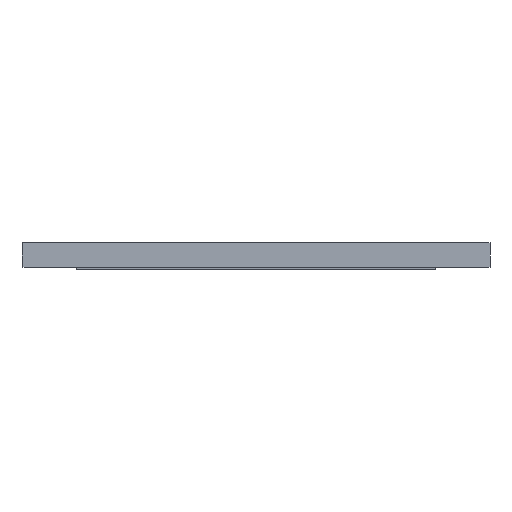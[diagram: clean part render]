
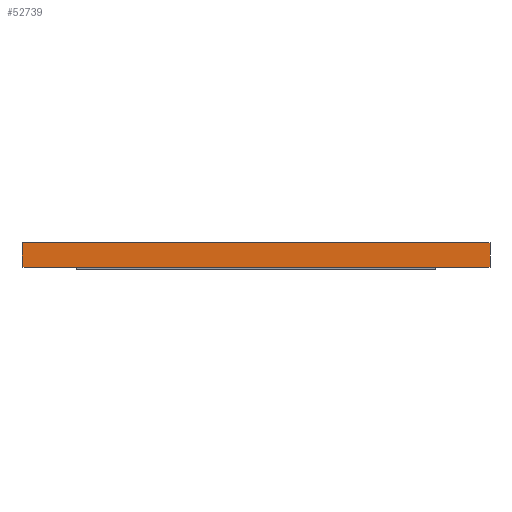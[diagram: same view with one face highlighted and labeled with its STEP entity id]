
A CAD part, left-side view. The second image highlights one B-rep face of the part: STEP entity #52739.
In plain terms, the highlighted planar face has unit normal (-1, 0, 0).
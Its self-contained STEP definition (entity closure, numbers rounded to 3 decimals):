
#735=FACE_OUTER_BOUND('',#3244,.T.);
#3244=EDGE_LOOP('',(#34837,#34838,#34839,#34840));
#6437=LINE('',#70651,#14171);
#6446=LINE('',#70669,#14180);
#6447=LINE('',#70671,#14181);
#6448=LINE('',#70672,#14182);
#14171=VECTOR('',#57867,10.);
#14180=VECTOR('',#57880,20.);
#14181=VECTOR('',#57881,10.);
#14182=VECTOR('',#57882,20.);
#21893=VERTEX_POINT('',#70648);
#21894=VERTEX_POINT('',#70650);
#21901=VERTEX_POINT('',#70668);
#21902=VERTEX_POINT('',#70670);
#27057=EDGE_CURVE('',#21894,#21893,#6437,.T.);
#27066=EDGE_CURVE('',#21901,#21893,#6446,.T.);
#27067=EDGE_CURVE('',#21902,#21901,#6447,.T.);
#27068=EDGE_CURVE('',#21902,#21894,#6448,.T.);
#34837=ORIENTED_EDGE('',*,*,#27057,.T.);
#34838=ORIENTED_EDGE('',*,*,#27066,.F.);
#34839=ORIENTED_EDGE('',*,*,#27067,.F.);
#34840=ORIENTED_EDGE('',*,*,#27068,.T.);
#50231=PLANE('',#55285);
#52739=ADVANCED_FACE('',(#735),#50231,.T.);
#55285=AXIS2_PLACEMENT_3D('',#70667,#57878,#57879);
#57867=DIRECTION('',(0.,1.,0.));
#57878=DIRECTION('center_axis',(-1.,0.,0.));
#57879=DIRECTION('ref_axis',(0.,0.,1.));
#57880=DIRECTION('',(0.,0.,1.));
#57881=DIRECTION('',(0.,1.,0.));
#57882=DIRECTION('',(0.,0.,1.));
#70648=CARTESIAN_POINT('',(-13.75,57.5,6.));
#70650=CARTESIAN_POINT('',(-13.75,-57.5,6.));
#70651=CARTESIAN_POINT('',(-13.75,28.75,6.));
#70667=CARTESIAN_POINT('Origin',(-13.75,57.5,0.));
#70668=CARTESIAN_POINT('',(-13.75,57.5,0.));
#70669=CARTESIAN_POINT('',(-13.75,57.5,0.));
#70670=CARTESIAN_POINT('',(-13.75,-57.5,0.));
#70671=CARTESIAN_POINT('',(-13.75,-57.5,0.));
#70672=CARTESIAN_POINT('',(-13.75,-57.5,0.));
